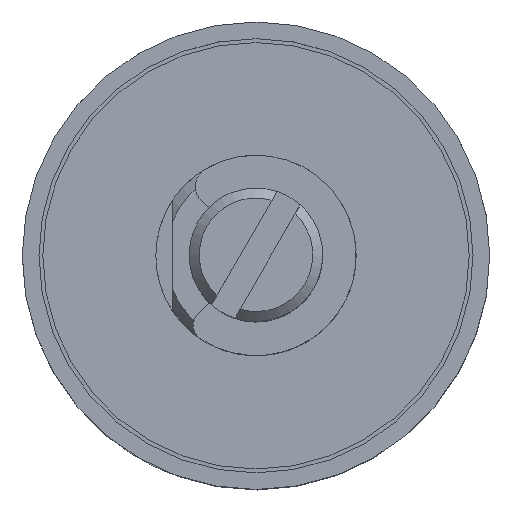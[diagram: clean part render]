
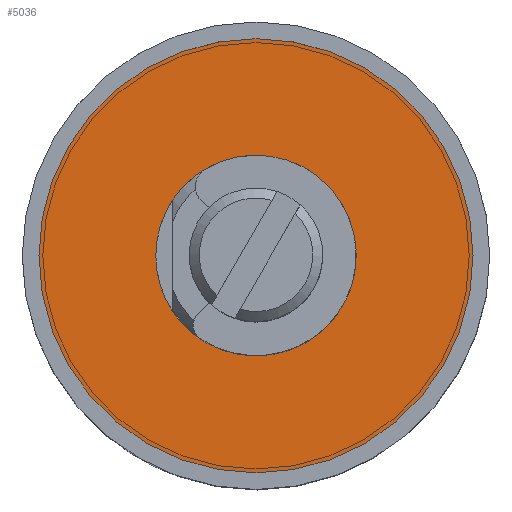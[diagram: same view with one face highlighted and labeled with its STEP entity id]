
A CAD part, top view. The second image highlights one B-rep face of the part: STEP entity #5036.
In plain terms, the highlighted planar face has unit normal (0, 0, 1).
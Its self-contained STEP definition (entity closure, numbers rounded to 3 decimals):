
#866 = CIRCLE ( 'NONE', #4401, 3. ) ;
#923 = CARTESIAN_POINT ( 'NONE',  ( -3., 0., 0.5 ) ) ;
#990 = ORIENTED_EDGE ( 'NONE', *, *, #1018, .T. ) ;
#1018 = EDGE_CURVE ( 'NONE', #1362, #1362, #866, .T. ) ;
#1362 = VERTEX_POINT ( 'NONE', #923 ) ;
#1434 = DIRECTION ( 'NONE',  ( 1., 0., 0. ) ) ;
#2175 = CARTESIAN_POINT ( 'NONE',  ( 0., 0., 0.5 ) ) ;
#2784 = DIRECTION ( 'NONE',  ( -1., 0., 0. ) ) ;
#2999 = CIRCLE ( 'NONE', #5663, 6.5 ) ;
#3394 = EDGE_LOOP ( 'NONE', ( #990 ) ) ;
#3594 = DIRECTION ( 'NONE',  ( 0., 0., 1. ) ) ;
#4155 = CARTESIAN_POINT ( 'NONE',  ( 3., 0., 0.5 ) ) ;
#4177 = DIRECTION ( 'NONE',  ( 0., 0., -1. ) ) ;
#4223 = CARTESIAN_POINT ( 'NONE',  ( 6.5, 0., 0.5 ) ) ;
#4346 = VERTEX_POINT ( 'NONE', #4223 ) ;
#4401 = AXIS2_PLACEMENT_3D ( 'NONE', #2175, #4177, #2784 ) ;
#4685 = AXIS2_PLACEMENT_3D ( 'NONE', #4155, #4797, #1434 ) ;
#4797 = DIRECTION ( 'NONE',  ( 0., 0., 1. ) ) ;
#4881 = FACE_OUTER_BOUND ( 'NONE', #4961, .T. ) ;
#4961 = EDGE_LOOP ( 'NONE', ( #7826 ) ) ;
#5036 = ADVANCED_FACE ( 'NONE', ( #8160, #4881 ), #5332, .T. ) ;
#5332 = PLANE ( 'NONE',  #4685 ) ;
#5663 = AXIS2_PLACEMENT_3D ( 'NONE', #6267, #3594, #8305 ) ;
#6267 = CARTESIAN_POINT ( 'NONE',  ( 0., 0., 0.5 ) ) ;
#6534 = EDGE_CURVE ( 'NONE', #4346, #4346, #2999, .T. ) ;
#7826 = ORIENTED_EDGE ( 'NONE', *, *, #6534, .T. ) ;
#8160 = FACE_BOUND ( 'NONE', #3394, .T. ) ;
#8305 = DIRECTION ( 'NONE',  ( 1., 0., 0. ) ) ;
